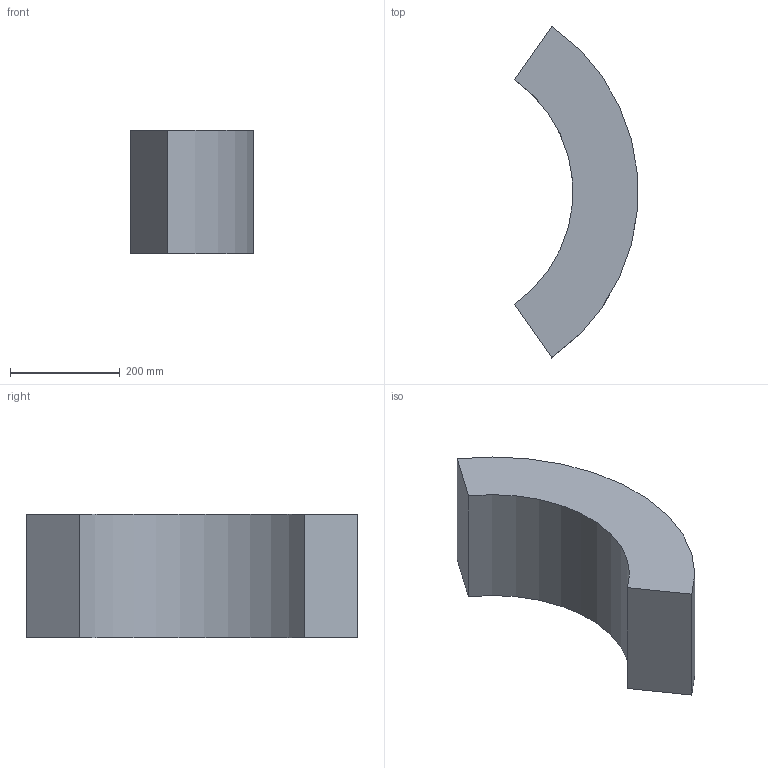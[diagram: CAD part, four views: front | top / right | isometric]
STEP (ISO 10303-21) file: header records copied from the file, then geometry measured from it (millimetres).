
FILE_DESCRIPTION(/* description */ (''),/* implementation_level */ '2;1');
FILE_NAME(/* name */ 'ek_ENVELOPE_LNA_STRAIN_RELIEF_A1.stp',/* time_stamp */ '2012-10-18T17:14:16-07:00',/* author */ (''),/* organization */ (''),/* preprocessor_version */ 'ST-DEVELOPER v14',/* originating_system */ 'SIEMENS PLM Software NX 8.0',/* authorisation */ '');
FILE_SCHEMA (('AUTOMOTIVE_DESIGN { 1 0 10303 214 3 1 1 1 }'));
Length unit declared in the file: millimetre
Products named in the file (1): ek_ENVELOPE_LNA_STRAIN_RELIEF_A1
Bounding box: 224.2 x 604.53 x 225 mm (x, y, z)
Volume: 15909633.9 mm3; surface area: 462357.8 mm2
Topology: 1 solids, 1 shells, 6 faces, 16 edges, 17 vertices
Faces by surface type: plane 4, cylinder 2
Entity records: 237 total; most frequent: DIRECTION 34, CARTESIAN_POINT 32, ORIENTED_EDGE 24, EDGE_CURVE 12, LINE 12, VECTOR 12, AXIS2_PLACEMENT_3D 11, VERTEX_POINT 8
